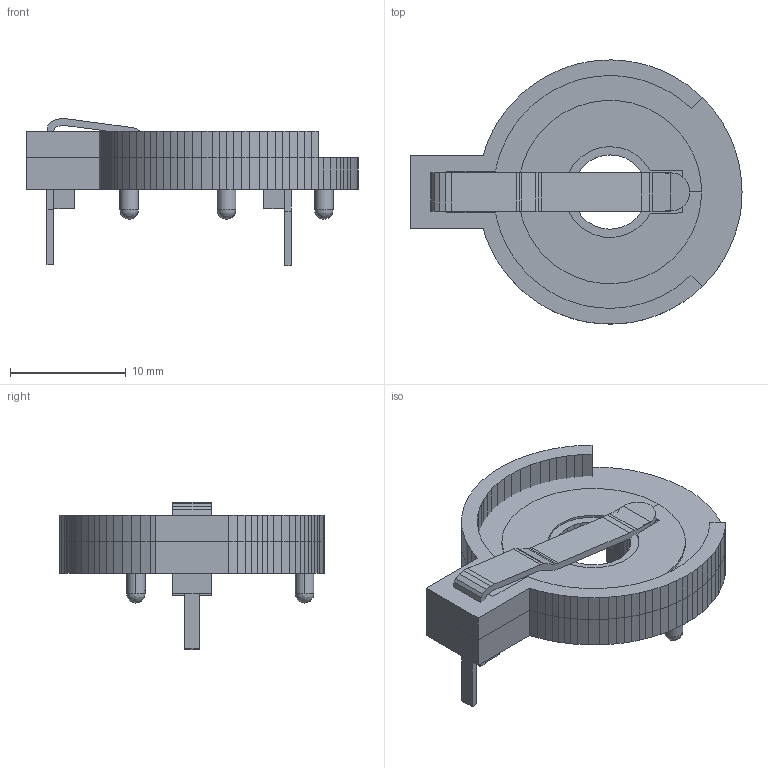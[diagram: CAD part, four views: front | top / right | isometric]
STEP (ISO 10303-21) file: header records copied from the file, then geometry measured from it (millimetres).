
FILE_DESCRIPTION (( 'STEP AP214' ), '1' );
FILE_NAME ('User Library-HOLDER_2032.STEP', '2012-05-12T16:49:31', ( 'Solidworks' ), ( 'Solidworks' ), 'SwSTEP 2.0', 'SolidWorks 2012', '' );
FILE_SCHEMA (( 'AUTOMOTIVE_DESIGN' ));
Length unit declared in the file: millimetre
Products named in the file (30): User Library-HOLDER_2032_HOLDER_ML2032_1; User Library-HOLDER_2032_Free-Models_2; User Library-HOLDER_2032_457005200_1; User Library-HOLDER_2032_Sphere_1; User Library-HOLDER_2032_457006096_1; User Library-HOLDER_2032_Cylinder_3; User Library-HOLDER_2032_457239248_1; User Library-HOLDER_2032_Extruded_15; User Library-HOLDER_2032_457240656_1; User Library-HOLDER_2032_Extruded_14; User Library-HOLDER_2032_457240912_1; User Library-HOLDER_2032_Extruded_13; User Library-HOLDER_2032_457238608_1; User Library-HOLDER_2032_Extruded_12; User Library-HOLDER_2032_457238224_1; User Library-HOLDER_2032_Extruded_11; User Library-HOLDER_2032_457234128_1; User Library-HOLDER_2032_Extruded_10; User Library-HOLDER_2032_457004416_1; User Library-HOLDER_2032_Cylinder_2; User Library-HOLDER_2032_PIN_1; User Library-HOLDER_2032_Free-Models_3; User Library-HOLDER_2032_457237840_1; User Library-HOLDER_2032_Extruded_9; User Library-HOLDER_2032_457239376_1; User Library-HOLDER_2032_Extruded_8; User Library-HOLDER_2032_Board_3; User Library-HOLDER_2032_Board_2; User Library-HOLDER_2032; User Library-HOLDER_2032_Open CASCADE STEP translator 6.2 19.1_1
Assembly tree (34 placements, depth 8):
  User Library-HOLDER_2032
    User Library-HOLDER_2032_Open CASCADE STEP translator 6.2 19.1_1
      User Library-HOLDER_2032_HOLDER_ML2032_1
        User Library-HOLDER_2032_Board_2
        User Library-HOLDER_2032_Free-Models_2
          User Library-HOLDER_2032_PIN_1
            User Library-HOLDER_2032_Board_3
            User Library-HOLDER_2032_Free-Models_3
              User Library-HOLDER_2032_457239376_1
                User Library-HOLDER_2032_Extruded_8
              User Library-HOLDER_2032_457237840_1
                User Library-HOLDER_2032_Extruded_9
          User Library-HOLDER_2032_457004416_1
            User Library-HOLDER_2032_Cylinder_2
          User Library-HOLDER_2032_457234128_1
            User Library-HOLDER_2032_Extruded_10
          User Library-HOLDER_2032_457238224_1
            User Library-HOLDER_2032_Extruded_11
          User Library-HOLDER_2032_457238608_1
            User Library-HOLDER_2032_Extruded_12
          User Library-HOLDER_2032_457240912_1
            User Library-HOLDER_2032_Extruded_13
          User Library-HOLDER_2032_457240656_1
            User Library-HOLDER_2032_Extruded_14
          User Library-HOLDER_2032_457239248_1  x2
            User Library-HOLDER_2032_Extruded_15
          User Library-HOLDER_2032_457006096_1  x3
            User Library-HOLDER_2032_Cylinder_3
          User Library-HOLDER_2032_457005200_1  x3
            User Library-HOLDER_2032_Sphere_1
Bounding box: 28.64 x 22.78 x 12.69 mm (x, y, z)
Volume: 568.1 mm3; surface area: 2681.8 mm2
Topology: 16 solids, 20 shells, 432 faces, 1214 edges, 804 vertices
Faces by surface type: plane 418, cylinder 8, bspline 6
Entity records: 18766 total; most frequent: CARTESIAN_POINT 2456, ORIENTED_EDGE 2332, DIRECTION 2116, EDGE_CURVE 1174, LINE 1164, VECTOR 1164, VERTEX_POINT 784, AXIS2_PLACEMENT_3D 476
